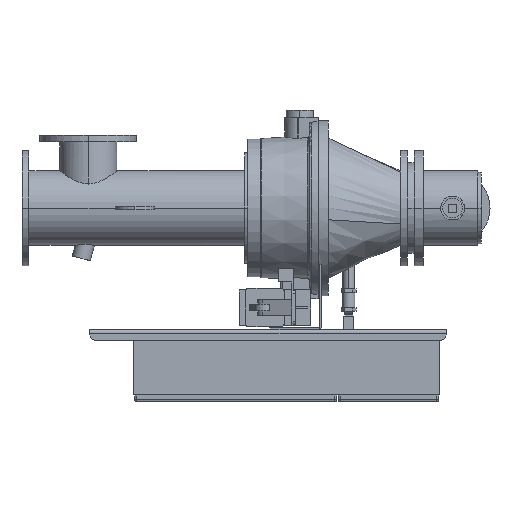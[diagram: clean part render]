
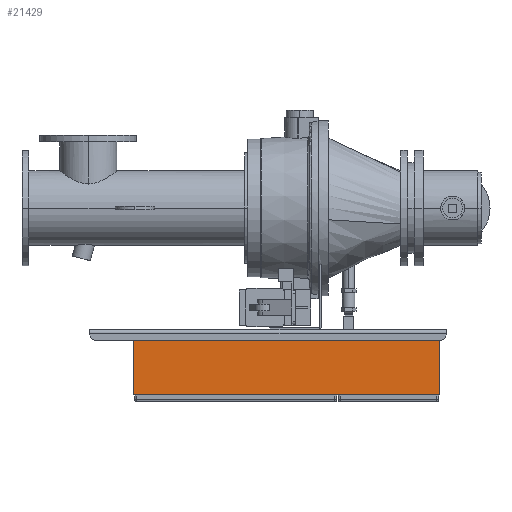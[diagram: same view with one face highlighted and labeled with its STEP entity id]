
A CAD part, left-side view. The second image highlights one B-rep face of the part: STEP entity #21429.
In plain terms, the highlighted planar face has unit normal (-1, 0, 0).
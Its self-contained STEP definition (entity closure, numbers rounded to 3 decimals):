
#2625 = PLANE ( 'NONE',  #9855 ) ;
#4377 = ORIENTED_EDGE ( 'NONE', *, *, #8132, .T. ) ;
#4893 = VERTEX_POINT ( 'NONE', #12001 ) ;
#5189 = EDGE_CURVE ( 'Defeatured_1_106+Defeatured_1_98+Defeatured_1_81+Defeatured_1_1', #13372, #21145, #10667, .T. ) ;
#5835 = VECTOR ( 'NONE', #23064, 1000. ) ;
#6211 = CARTESIAN_POINT ( 'NONE',  ( -190., -357.5, -550. ) ) ;
#7440 = FACE_OUTER_BOUND ( 'NONE', #15708, .T. ) ;
#8132 = EDGE_CURVE ( 'Defeatured_1_98+Defeatured_1_100+Defeatured_1_81+Defeatured_1_1', #20590, #4893, #14717, .T. ) ;
#8513 = CARTESIAN_POINT ( 'NONE',  ( -190., -57.5, -360. ) ) ;
#9188 = CARTESIAN_POINT ( 'NONE',  ( -190., -357.5, -550. ) ) ;
#9855 = AXIS2_PLACEMENT_3D ( 'NONE', #13560, #15374, #15300 ) ;
#9873 = VECTOR ( 'NONE', #16642, 1000. ) ;
#10667 = LINE ( 'NONE', #20765, #14950 ) ;
#11507 = CARTESIAN_POINT ( 'NONE',  ( -190., 542.5, -550. ) ) ;
#12001 = CARTESIAN_POINT ( 'NONE',  ( -190., -357.5, -360. ) ) ;
#13164 = VECTOR ( 'NONE', #13504, 1000. ) ;
#13372 = VERTEX_POINT ( 'NONE', #11507 ) ;
#13504 = DIRECTION ( 'NONE',  ( 0., 1., 0. ) ) ;
#13560 = CARTESIAN_POINT ( 'NONE',  ( -190., -57.5, -550. ) ) ;
#14717 = LINE ( 'NONE', #9188, #9873 ) ;
#14851 = EDGE_CURVE ( 'Defeatured_1_98+Defeatured_1_1+Defeatured_1_100+Defeatured_1_106', #4893, #21145, #15762, .T. ) ;
#14950 = VECTOR ( 'NONE', #21070, 1000. ) ;
#15300 = DIRECTION ( 'NONE',  ( 0., 0., -1. ) ) ;
#15374 = DIRECTION ( 'NONE',  ( 1., 0., 0. ) ) ;
#15708 = EDGE_LOOP ( 'NONE', ( #20495, #19068, #21819, #4377 ) ) ;
#15762 = LINE ( 'NONE', #8513, #5835 ) ;
#15808 = EDGE_CURVE ( 'Defeatured_1_81+Defeatured_1_98+Defeatured_1_100+Defeatured_1_106', #20590, #13372, #21631, .T. ) ;
#16642 = DIRECTION ( 'NONE',  ( 0., 0., 1. ) ) ;
#17607 = CARTESIAN_POINT ( 'NONE',  ( -190., 542.5, -360. ) ) ;
#19068 = ORIENTED_EDGE ( 'NONE', *, *, #5189, .F. ) ;
#20309 = CARTESIAN_POINT ( 'NONE',  ( -190., -57.5, -550. ) ) ;
#20495 = ORIENTED_EDGE ( 'NONE', *, *, #14851, .T. ) ;
#20590 = VERTEX_POINT ( 'NONE', #6211 ) ;
#20765 = CARTESIAN_POINT ( 'NONE',  ( -190., 542.5, -550. ) ) ;
#21070 = DIRECTION ( 'NONE',  ( 0., 0., 1. ) ) ;
#21145 = VERTEX_POINT ( 'NONE', #17607 ) ;
#21429 = ADVANCED_FACE ( 'Defeatured_1_98', ( #7440 ), #2625, .F. ) ;
#21631 = LINE ( 'NONE', #20309, #13164 ) ;
#21819 = ORIENTED_EDGE ( 'NONE', *, *, #15808, .F. ) ;
#23064 = DIRECTION ( 'NONE',  ( 0., 1., 0. ) ) ;
